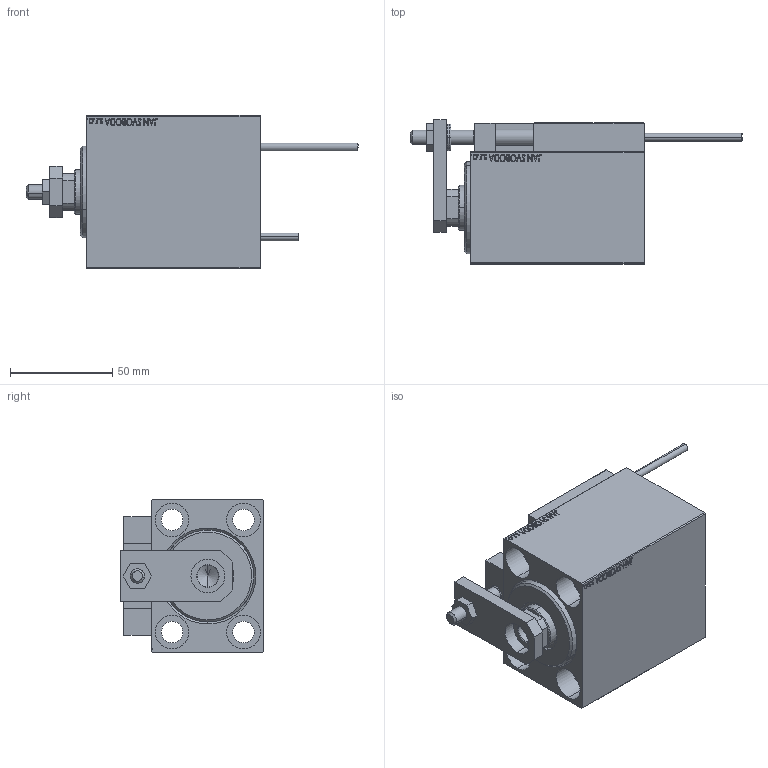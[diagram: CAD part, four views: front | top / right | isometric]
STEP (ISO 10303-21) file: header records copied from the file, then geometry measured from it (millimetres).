
FILE_DESCRIPTION (( 'STEP AP203' ), '1' );
FILE_NAME ('1eb6.STEP', '2022-04-16T23:56:46', ( '' ), ( '' ), 'SwSTEP 2.0', 'SolidWorks 2019', '' );
FILE_SCHEMA (( 'CONFIG_CONTROL_DESIGN' ));
Length unit declared in the file: millimetre
Products named in the file (15): V450CM_VC_B a719961eb42884dfd7dc345937090196; ALLEN BOLT D8 a719961eb42884dfd7dc345937090196; MAGNET a719961eb42884dfd7dc345937090196; ZARAZKA a719961eb42884dfd7dc345937090196; 1eb6; SWITCH DIM B,W a719961eb42884dfd7dc345937090196; ALLEN BOLT D5 a719961eb42884dfd7dc345937090196; TYC_L79 a719961eb42884dfd7dc345937090196; Block a719961eb42884dfd7dc345937090196; V450CM_C_Body a719961eb42884dfd7dc345937090196; NUT_D12 a719961eb42884dfd7dc345937090196; V450CM_C_VCP a719961eb42884dfd7dc345937090196; KONCOVKA a719961eb42884dfd7dc345937090196; SWITCH_X_FRONT_BACK a719961eb42884dfd7dc345937090196; SWITCH X a719961eb42884dfd7dc345937090196
Assembly tree (24 placements, depth 3):
  1eb6
    V450CM_C_Body a719961eb42884dfd7dc345937090196
    SWITCH X a719961eb42884dfd7dc345937090196
      SWITCH_X_FRONT_BACK a719961eb42884dfd7dc345937090196  x2
      TYC_L79 a719961eb42884dfd7dc345937090196
      Block a719961eb42884dfd7dc345937090196  x2
      ALLEN BOLT D5 a719961eb42884dfd7dc345937090196  x4
      ALLEN BOLT D8 a719961eb42884dfd7dc345937090196  x4
      MAGNET a719961eb42884dfd7dc345937090196  x2
      KONCOVKA a719961eb42884dfd7dc345937090196  x2
    NUT_D12 a719961eb42884dfd7dc345937090196
    SWITCH DIM B,W a719961eb42884dfd7dc345937090196
    ZARAZKA a719961eb42884dfd7dc345937090196
    V450CM_C_VCP a719961eb42884dfd7dc345937090196
    V450CM_VC_B a719961eb42884dfd7dc345937090196
Bounding box: 162.7 x 70.5 x 75 mm (x, y, z)
Volume: 347794.5 mm3; surface area: 87401.9 mm2
Topology: 23 solids, 23 shells, 1278 faces, 3064 edges, 1959 vertices
Faces by surface type: plane 560, bspline 380, cylinder 184, cone 106, torus 44, sphere 4
Entity records: 50115 total; most frequent: CARTESIAN_POINT 25898, ORIENTED_EDGE 5148, DIRECTION 3454, EDGE_CURVE 2574, VERTEX_POINT 1683, LINE 1480, VECTOR 1480, EDGE_LOOP 1187
